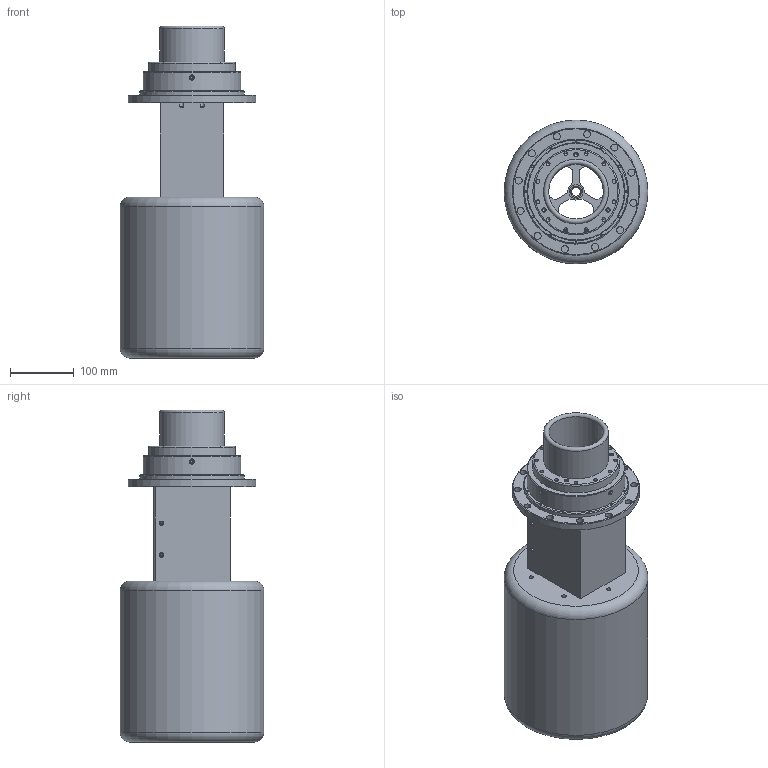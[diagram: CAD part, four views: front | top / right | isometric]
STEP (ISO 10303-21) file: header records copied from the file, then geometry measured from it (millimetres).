
FILE_DESCRIPTION(('STEP AP203'), '1');
FILE_NAME('0916.01.03.03.001', '', ('UNSPECIFIED'), ('UNSPECIFIED'), 'ASCON STEP Converter 1.3', 'ASCON Math Kernel', '');
FILE_SCHEMA(('CONFIG_CONTROL_DESIGN'));
Length unit declared in the file: millimetre
Products named in the file (1): 爬让.715662.002
Bounding box: 226 x 226 x 522 mm (x, y, z)
Volume: 4220355.2 mm3; surface area: 661949.3 mm2
Topology: 1 solids, 1 shells, 160 faces, 428 edges, 268 vertices
Faces by surface type: cylinder 86, cone 45, plane 23, torus 6
Full cylindrical faces by diameter (mm): 3 x12, 4.917 x11, 6 x12, 6.647 x6, 8.376 x4, 11 x12, 13.835 x1, 20 x1, 22 x1, 86 x1, 102 x1, 136 x1, 154 x1, 165 x1, 188 x1, 200 x1, 206 x1, 226 x1
Entity records: 6761 total; most frequent: CARTESIAN_POINT 1732, DIRECTION 806, ORIENTED_EDGE 574, AXIS2_PLACEMENT_3D 372, EDGE_LOOP 372, EDGE_CURVE 287, VERTEX_POINT 249, FACE_OUTER_BOUND 212
